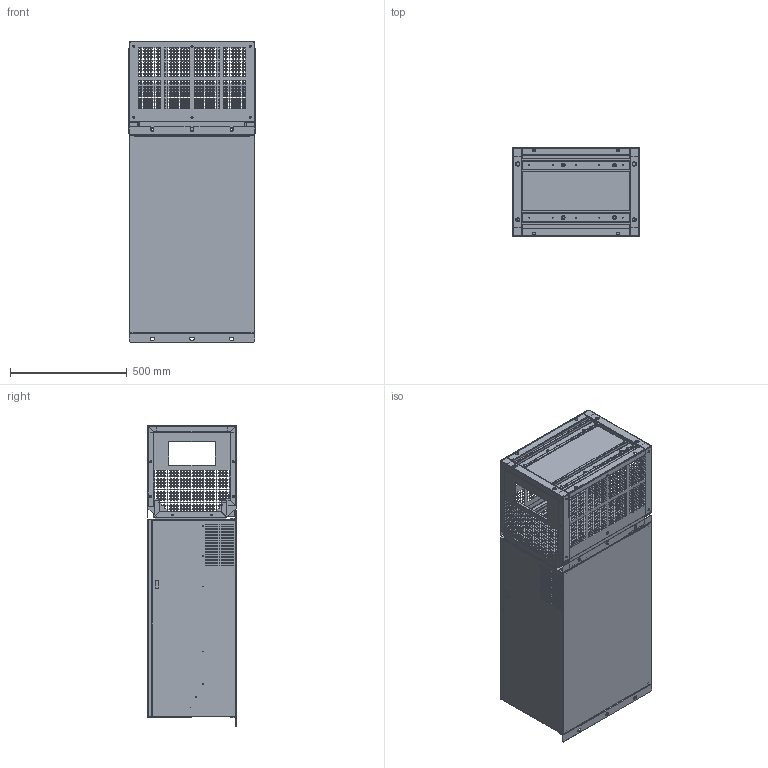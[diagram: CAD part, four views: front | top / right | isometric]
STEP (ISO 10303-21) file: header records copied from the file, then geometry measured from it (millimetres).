
FILE_DESCRIPTION (( 'STEP AP203' ), '1' );
FILE_NAME ('FR500H-4T-(280-315)KW.STEP', '2023-08-23T13:21:07', ( '' ), ( '' ), 'SwSTEP 2.0', 'SolidWorks 2022', '' );
FILE_SCHEMA (( 'CONFIG_CONTROL_DESIGN' ));
Products named in the file (1): FR500H-4T-(280-315)KW
Bounding box: 544 x 384 x 1289.5 mm (x, y, z)
Volume: 174585731.3 mm3; surface area: 6910446.8 mm2
Topology: 5 solids, 7 shells, 9233 faces, 26892 edges, 17567 vertices
Faces by surface type: plane 8585, cylinder 558, bspline 76, torus 10, cone 4
Entity records: 307651 total; most frequent: CARTESIAN_POINT 55928, ORIENTED_EDGE 53784, DIRECTION 46140, EDGE_CURVE 26892, VECTOR 25418, LINE 25418, VERTEX_POINT 17567, EDGE_LOOP 13055
